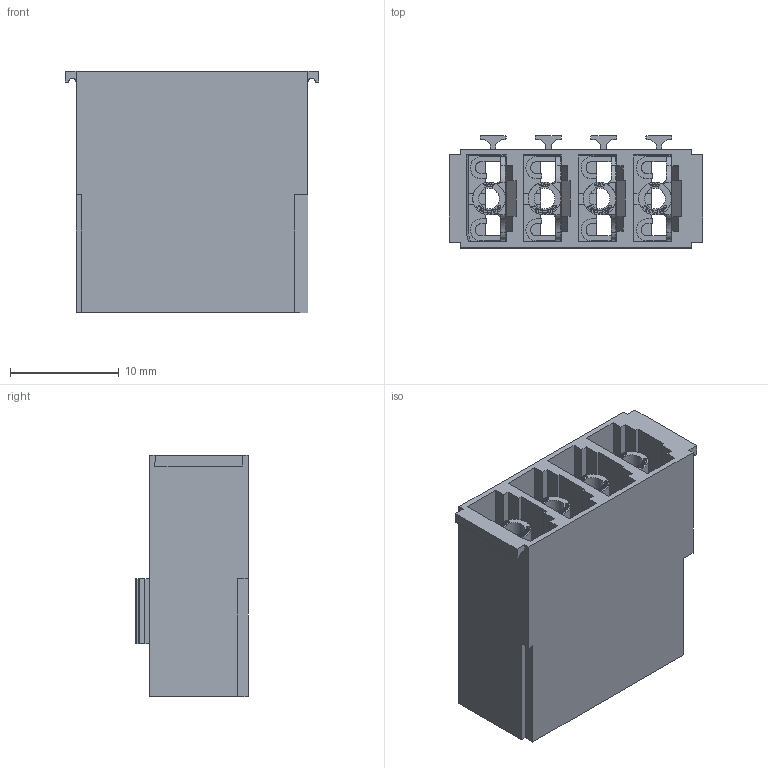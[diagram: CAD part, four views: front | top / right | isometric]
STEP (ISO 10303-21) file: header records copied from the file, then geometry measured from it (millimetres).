
FILE_DESCRIPTION(('STEP AP214'),'1');
FILE_NAME('SRF04-5,08.stp','2021-07-01T10:24:22',(' '),(' '),'Spatial InterOp 3D',' ',' ');
FILE_SCHEMA(('AUTOMOTIVE_DESIGN { 1 0 10303 214 1 1 1 1 }'));
Length unit declared in the file: metre
Products named in the file (1): 1625142434
Bounding box: 23.32 x 10.34 x 22.18 mm (x, y, z)
Volume: 2060.3 mm3; surface area: 6013.6 mm2
Topology: 1 solids, 1 shells, 1890 faces, 5439 edges, 3615 vertices
Faces by surface type: extrusion 932, plane 872, cylinder 78, bspline 8
Full cylindrical faces by diameter (mm): 1.9 x4, 2 x4, 3 x4
Entity records: 78332 total; most frequent: CARTESIAN_POINT 17169, ORIENTED_EDGE 10854, DIRECTION 6561, EDGE_CURVE 5427, VECTOR 4299, VERTEX_POINT 3615, LINE 3367, B_SPLINE_CURVE_WITH_KNOTS 2808
